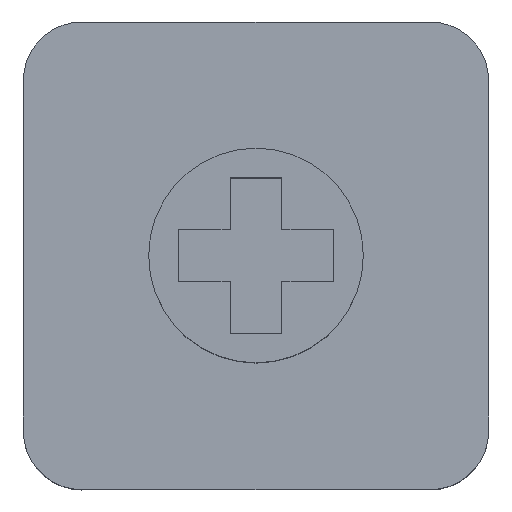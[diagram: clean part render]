
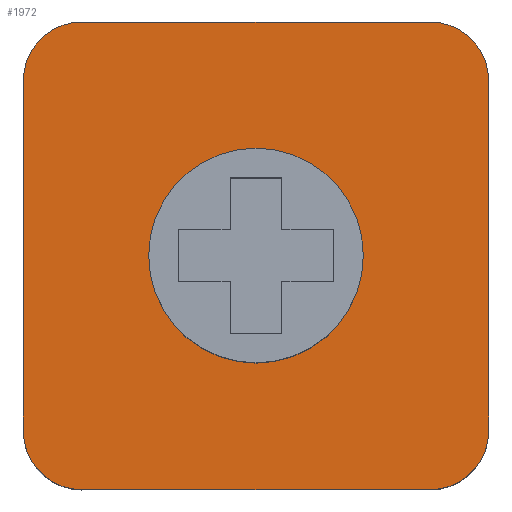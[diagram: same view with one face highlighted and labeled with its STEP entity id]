
A CAD part, top view. The second image highlights one B-rep face of the part: STEP entity #1972.
In plain terms, the highlighted planar face has unit normal (0, 0, 1).
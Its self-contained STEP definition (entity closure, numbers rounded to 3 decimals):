
#25=CIRCLE('',#2068,2.8);
#26=CIRCLE('',#2071,1.53);
#27=CIRCLE('',#2072,1.53);
#28=CIRCLE('',#2073,1.53);
#29=CIRCLE('',#2074,1.53);
#40=FACE_BOUND('',#322,.T.);
#101=PLANE('',#2070);
#204=FACE_OUTER_BOUND('',#321,.T.);
#321=EDGE_LOOP('',(#1780,#1781,#1782,#1783,#1784,#1785,#1786,#1787));
#322=EDGE_LOOP('',(#1788));
#523=LINE('',#3454,#725);
#524=LINE('',#3458,#726);
#525=LINE('',#3462,#727);
#526=LINE('',#3466,#728);
#725=VECTOR('',#2413,10.);
#726=VECTOR('',#2416,10.);
#727=VECTOR('',#2419,10.);
#728=VECTOR('',#2422,10.);
#986=VERTEX_POINT('',#3447);
#987=VERTEX_POINT('',#3452);
#988=VERTEX_POINT('',#3453);
#989=VERTEX_POINT('',#3455);
#990=VERTEX_POINT('',#3457);
#991=VERTEX_POINT('',#3459);
#992=VERTEX_POINT('',#3461);
#993=VERTEX_POINT('',#3463);
#994=VERTEX_POINT('',#3465);
#1260=EDGE_CURVE('',#986,#986,#25,.T.);
#1261=EDGE_CURVE('',#987,#988,#523,.T.);
#1262=EDGE_CURVE('',#988,#989,#26,.T.);
#1263=EDGE_CURVE('',#989,#990,#524,.T.);
#1264=EDGE_CURVE('',#990,#991,#27,.T.);
#1265=EDGE_CURVE('',#991,#992,#525,.T.);
#1266=EDGE_CURVE('',#992,#993,#28,.T.);
#1267=EDGE_CURVE('',#993,#994,#526,.T.);
#1268=EDGE_CURVE('',#994,#987,#29,.T.);
#1780=ORIENTED_EDGE('',*,*,#1261,.T.);
#1781=ORIENTED_EDGE('',*,*,#1262,.T.);
#1782=ORIENTED_EDGE('',*,*,#1263,.T.);
#1783=ORIENTED_EDGE('',*,*,#1264,.T.);
#1784=ORIENTED_EDGE('',*,*,#1265,.T.);
#1785=ORIENTED_EDGE('',*,*,#1266,.T.);
#1786=ORIENTED_EDGE('',*,*,#1267,.T.);
#1787=ORIENTED_EDGE('',*,*,#1268,.T.);
#1788=ORIENTED_EDGE('',*,*,#1260,.T.);
#1972=ADVANCED_FACE('',(#204,#40),#101,.T.);
#2068=AXIS2_PLACEMENT_3D('',#3449,#2407,#2408);
#2070=AXIS2_PLACEMENT_3D('',#3451,#2411,#2412);
#2071=AXIS2_PLACEMENT_3D('',#3456,#2414,#2415);
#2072=AXIS2_PLACEMENT_3D('',#3460,#2417,#2418);
#2073=AXIS2_PLACEMENT_3D('',#3464,#2420,#2421);
#2074=AXIS2_PLACEMENT_3D('',#3467,#2423,#2424);
#2407=DIRECTION('center_axis',(0.,0.,-1.));
#2408=DIRECTION('ref_axis',(1.,0.,0.));
#2411=DIRECTION('center_axis',(0.,0.,1.));
#2412=DIRECTION('ref_axis',(1.,0.,0.));
#2413=DIRECTION('',(-1.,0.,0.));
#2414=DIRECTION('center_axis',(0.,0.,1.));
#2415=DIRECTION('ref_axis',(0.,1.,0.));
#2416=DIRECTION('',(0.,-1.,0.));
#2417=DIRECTION('center_axis',(0.,0.,1.));
#2418=DIRECTION('ref_axis',(-1.,0.,0.));
#2419=DIRECTION('',(1.,0.,0.));
#2420=DIRECTION('center_axis',(0.,0.,1.));
#2421=DIRECTION('ref_axis',(0.,-1.,0.));
#2422=DIRECTION('',(0.,1.,0.));
#2423=DIRECTION('center_axis',(0.,0.,1.));
#2424=DIRECTION('ref_axis',(1.,0.,0.));
#3447=CARTESIAN_POINT('',(3.27,6.1,5.));
#3449=CARTESIAN_POINT('Origin',(6.07,6.1,5.));
#3451=CARTESIAN_POINT('Origin',(6.07,6.1,5.));
#3452=CARTESIAN_POINT('',(10.61,12.2,5.));
#3453=CARTESIAN_POINT('',(1.53,12.2,5.));
#3454=CARTESIAN_POINT('',(10.61,12.2,5.));
#3455=CARTESIAN_POINT('',(0.,10.67,5.));
#3456=CARTESIAN_POINT('Origin',(1.53,10.67,5.));
#3457=CARTESIAN_POINT('',(0.,1.53,5.));
#3458=CARTESIAN_POINT('',(0.,10.67,5.));
#3459=CARTESIAN_POINT('',(1.53,0.,5.));
#3460=CARTESIAN_POINT('Origin',(1.53,1.53,5.));
#3461=CARTESIAN_POINT('',(10.61,0.,5.));
#3462=CARTESIAN_POINT('',(1.53,0.,5.));
#3463=CARTESIAN_POINT('',(12.14,1.53,5.));
#3464=CARTESIAN_POINT('Origin',(10.61,1.53,5.));
#3465=CARTESIAN_POINT('',(12.14,10.67,5.));
#3466=CARTESIAN_POINT('',(12.14,1.53,5.));
#3467=CARTESIAN_POINT('Origin',(10.61,10.67,5.));
